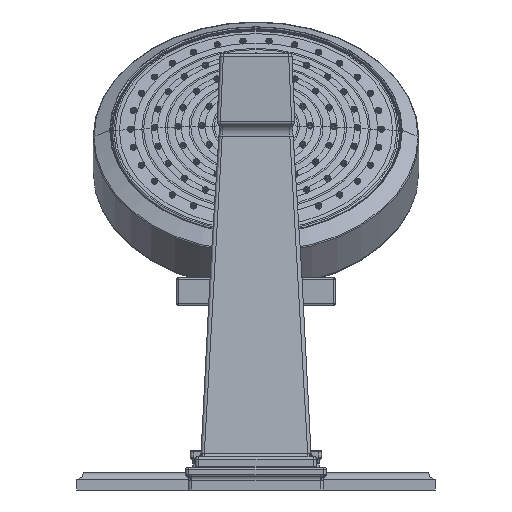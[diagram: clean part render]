
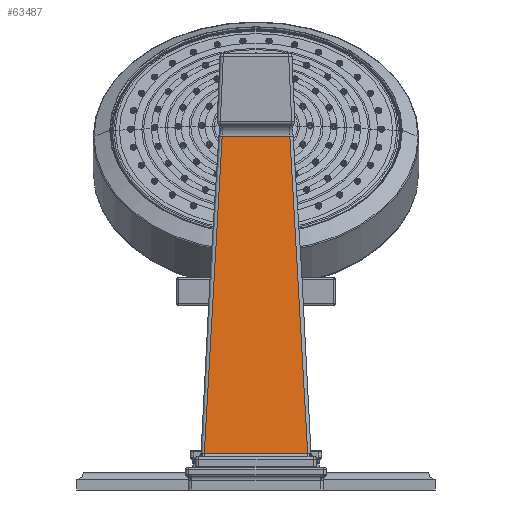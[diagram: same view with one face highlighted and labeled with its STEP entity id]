
A CAD part, front view. The second image highlights one B-rep face of the part: STEP entity #63487.
In plain terms, the highlighted planar face has unit normal (0, -0.996, 0.095).
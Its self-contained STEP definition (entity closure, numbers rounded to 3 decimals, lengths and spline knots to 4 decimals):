
#59405=DIRECTION('',(1.,0.,0.));
#59406=VECTOR('',#59405,1.8754);
#59407=CARTESIAN_POINT('',(-0.9377,-6.9949,
0.6609));
#59408=LINE('',#59407,#59406);
#59409=CARTESIAN_POINT('',(-0.6139,-6.4467,
6.4121));
#59410=CARTESIAN_POINT('',(-0.6339,-6.4737,
6.1289));
#59411=CARTESIAN_POINT('',(-0.6747,-6.5312,
5.5254));
#59412=CARTESIAN_POINT('',(-0.7371,-6.6277,
4.5136));
#59413=CARTESIAN_POINT('',(-0.8015,-6.7359,
3.3785));
#59414=CARTESIAN_POINT('',(-0.868,-6.8568,
2.1094));
#59415=CARTESIAN_POINT('',(-0.9142,-6.9473,
1.1602));
#59416=CARTESIAN_POINT('',(-0.9377,-6.9949,
0.6609));
#59418=DIRECTION('',(1.,0.,0.));
#59419=VECTOR('',#59418,1.2278);
#59420=CARTESIAN_POINT('',(-0.6139,-6.4467,
6.4121));
#59421=LINE('',#59420,#59419);
#59422=CARTESIAN_POINT('',(0.9377,-6.9949,
0.6609));
#59423=CARTESIAN_POINT('',(0.9142,-6.9472,
1.1613));
#59424=CARTESIAN_POINT('',(0.8678,-6.8566,
2.1122));
#59425=CARTESIAN_POINT('',(0.8013,-6.7355,
3.3821));
#59426=CARTESIAN_POINT('',(0.737,-6.6274,
4.5166));
#59427=CARTESIAN_POINT('',(0.6746,-6.5311,
5.5267));
#59428=CARTESIAN_POINT('',(0.6339,-6.4736,
6.1294));
#59429=CARTESIAN_POINT('',(0.6139,-6.4467,
6.4121));
#59454=CARTESIAN_POINT('',(-0.9377,-6.9949,
0.6609));
#59772=CARTESIAN_POINT('',(0.6139,-6.4467,
6.4121));
#59828=CARTESIAN_POINT('',(-0.6139,-6.4467,
6.4121));
#60134=VERTEX_POINT('',#59772);
#60137=VERTEX_POINT('',#59828);
#60164=VERTEX_POINT('',#59454);
#60167=CARTESIAN_POINT('',(0.9377,-6.9949,
0.6609));
#60168=VERTEX_POINT('',#60167);
#63473=CARTESIAN_POINT('',(2.1565,-6.4218,6.6736));
#63474=DIRECTION('',(0.,-0.995,0.095));
#63475=DIRECTION('',(0.,-0.095,-0.995));
#63476=AXIS2_PLACEMENT_3D('',#63473,#63474,#63475);
#63477=PLANE('',#63476);
#63478=ORIENTED_EDGE('',*,*,#63467,.F.);
#63480=ORIENTED_EDGE('',*,*,#63479,.F.);
#63482=ORIENTED_EDGE('',*,*,#63481,.T.);
#63484=ORIENTED_EDGE('',*,*,#63483,.F.);
#63485=EDGE_LOOP('',(#63478,#63480,#63482,#63484));
#63486=FACE_OUTER_BOUND('',#63485,.F.);
#63487=ADVANCED_FACE('',(#63486),#63477,.T.);
#59417=B_SPLINE_CURVE_WITH_KNOTS('',3,(#59409,#59410,#59411,#59412,#59413,
#59414,#59415,#59416),.UNSPECIFIED.,.F.,.F.,(4,1,1,1,1,4),(0.,0.2,0.4,
0.6,0.8,1.),.UNSPECIFIED.);
#59430=B_SPLINE_CURVE_WITH_KNOTS('',3,(#59422,#59423,#59424,#59425,#59426,
#59427,#59428,#59429),.UNSPECIFIED.,.F.,.F.,(4,1,1,1,1,4),(0.,0.2,0.4,
0.6,0.8,1.),.UNSPECIFIED.);
#63467=EDGE_CURVE('',#60164,#60168,#59408,.T.);
#63479=EDGE_CURVE('',#60137,#60164,#59417,.T.);
#63481=EDGE_CURVE('',#60137,#60134,#59421,.T.);
#63483=EDGE_CURVE('',#60168,#60134,#59430,.T.);
